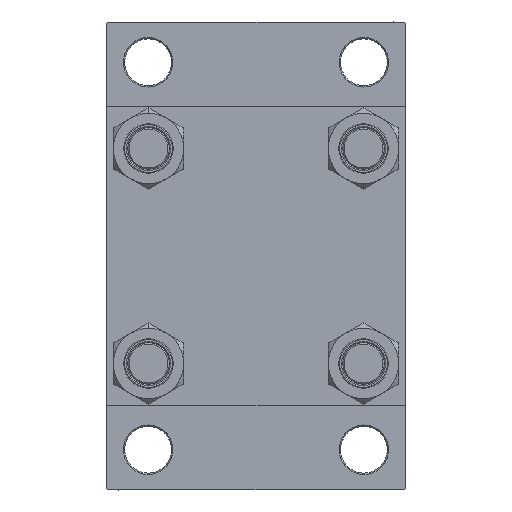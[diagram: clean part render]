
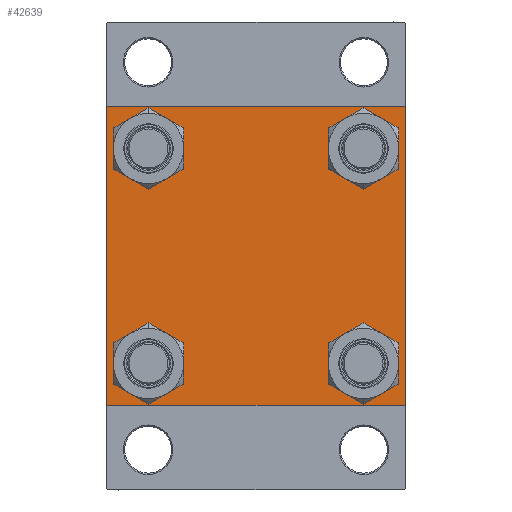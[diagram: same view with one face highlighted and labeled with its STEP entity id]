
A CAD part, left-side view. The second image highlights one B-rep face of the part: STEP entity #42639.
In plain terms, the highlighted planar face has unit normal (-1, 0, 0).
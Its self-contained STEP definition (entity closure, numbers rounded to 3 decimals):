
#56 = ORIENTED_EDGE ( 'NONE', *, *, #35229, .T. ) ;
#68 = CIRCLE ( 'NONE', #23128, 8.5 ) ;
#232 = EDGE_LOOP ( 'NONE', ( #37367, #6112 ) ) ;
#838 = LINE ( 'NONE', #41542, #5108 ) ;
#1050 = CARTESIAN_POINT ( 'NONE',  ( 0., 57.5, -57. ) ) ;
#1455 = LINE ( 'NONE', #27216, #24848 ) ;
#1900 = LINE ( 'NONE', #16560, #34013 ) ;
#2259 = CARTESIAN_POINT ( 'NONE',  ( 0., -41.35, 41.35 ) ) ;
#2927 = CARTESIAN_POINT ( 'NONE',  ( 0., -41.35, 41.35 ) ) ;
#3012 = DIRECTION ( 'NONE',  ( 1., 0., 0. ) ) ;
#3185 = DIRECTION ( 'NONE',  ( 0., 0., 1. ) ) ;
#3308 = PLANE ( 'NONE',  #23879 ) ;
#3856 = VERTEX_POINT ( 'NONE', #11802 ) ;
#3919 = CARTESIAN_POINT ( 'NONE',  ( 0., 57., 57.5 ) ) ;
#3964 = CARTESIAN_POINT ( 'NONE',  ( 0., 41.35, -41.35 ) ) ;
#4095 = AXIS2_PLACEMENT_3D ( 'NONE', #37841, #30378, #12516 ) ;
#4538 = VERTEX_POINT ( 'NONE', #23861 ) ;
#5108 = VECTOR ( 'NONE', #12131, 1000. ) ;
#5608 = EDGE_LOOP ( 'NONE', ( #33419, #9951 ) ) ;
#5650 = DIRECTION ( 'NONE',  ( 0., 0., 1. ) ) ;
#5958 = ORIENTED_EDGE ( 'NONE', *, *, #13947, .T. ) ;
#6089 = DIRECTION ( 'NONE',  ( 1., 0., 0. ) ) ;
#6112 = ORIENTED_EDGE ( 'NONE', *, *, #7753, .T. ) ;
#6326 = CARTESIAN_POINT ( 'NONE',  ( 0., 41.35, 41.35 ) ) ;
#6412 = EDGE_LOOP ( 'NONE', ( #31330, #29742 ) ) ;
#6752 = VERTEX_POINT ( 'NONE', #1050 ) ;
#6913 = CARTESIAN_POINT ( 'NONE',  ( 0., 0., 0. ) ) ;
#7157 = CARTESIAN_POINT ( 'NONE',  ( 0., 41.35, -49.85 ) ) ;
#7289 = VECTOR ( 'NONE', #36348, 1000. ) ;
#7513 = CIRCLE ( 'NONE', #27504, 8.5 ) ;
#7753 = EDGE_CURVE ( 'NONE', #12220, #46290, #68, .T. ) ;
#8266 = ORIENTED_EDGE ( 'NONE', *, *, #13673, .F. ) ;
#9011 = DIRECTION ( 'NONE',  ( 1., 0., 0. ) ) ;
#9139 = CARTESIAN_POINT ( 'NONE',  ( 0., 57.25, 57.25 ) ) ;
#9575 = FACE_BOUND ( 'NONE', #22567, .T. ) ;
#9951 = ORIENTED_EDGE ( 'NONE', *, *, #46770, .T. ) ;
#10101 = EDGE_CURVE ( 'NONE', #33431, #10313, #13467, .T. ) ;
#10119 = CIRCLE ( 'NONE', #11662, 8.5 ) ;
#10284 = AXIS2_PLACEMENT_3D ( 'NONE', #3964, #3012, #29013 ) ;
#10313 = VERTEX_POINT ( 'NONE', #32756 ) ;
#10420 = VERTEX_POINT ( 'NONE', #38241 ) ;
#11110 = DIRECTION ( 'NONE',  ( 0., 0., 1. ) ) ;
#11662 = AXIS2_PLACEMENT_3D ( 'NONE', #2259, #20533, #24157 ) ;
#11802 = CARTESIAN_POINT ( 'NONE',  ( 0., -57., 57.5 ) ) ;
#12131 = DIRECTION ( 'NONE',  ( 0., 0., -1. ) ) ;
#12152 = LINE ( 'NONE', #19608, #29146 ) ;
#12220 = VERTEX_POINT ( 'NONE', #19152 ) ;
#12453 = FACE_BOUND ( 'NONE', #5608, .T. ) ;
#12516 = DIRECTION ( 'NONE',  ( 0., 0., 1. ) ) ;
#12725 = LINE ( 'NONE', #25484, #7289 ) ;
#12743 = DIRECTION ( 'NONE',  ( 0., 0.707, -0.707 ) ) ;
#13386 = CARTESIAN_POINT ( 'NONE',  ( 0., -41.35, 32.85 ) ) ;
#13467 = LINE ( 'NONE', #9139, #46346 ) ;
#13673 = EDGE_CURVE ( 'NONE', #33431, #3856, #25056, .T. ) ;
#13947 = EDGE_CURVE ( 'NONE', #10420, #3856, #1900, .T. ) ;
#14018 = CIRCLE ( 'NONE', #24793, 8.5 ) ;
#14031 = ORIENTED_EDGE ( 'NONE', *, *, #23193, .F. ) ;
#14300 = VERTEX_POINT ( 'NONE', #13386 ) ;
#14350 = FACE_BOUND ( 'NONE', #232, .T. ) ;
#14700 = DIRECTION ( 'NONE',  ( 1., 0., 0. ) ) ;
#14712 = ORIENTED_EDGE ( 'NONE', *, *, #17672, .T. ) ;
#15954 = CARTESIAN_POINT ( 'NONE',  ( 0., -57.25, -57.25 ) ) ;
#16560 = CARTESIAN_POINT ( 'NONE',  ( 0., -57.25, 57.25 ) ) ;
#16622 = CIRCLE ( 'NONE', #17430, 8.5 ) ;
#16743 = EDGE_CURVE ( 'NONE', #46290, #12220, #45646, .T. ) ;
#16761 = EDGE_CURVE ( 'NONE', #44689, #18580, #1455, .T. ) ;
#17401 = DIRECTION ( 'NONE',  ( 1., 0., 0. ) ) ;
#17430 = AXIS2_PLACEMENT_3D ( 'NONE', #22411, #14700, #11110 ) ;
#17672 = EDGE_CURVE ( 'NONE', #42740, #23370, #18723, .T. ) ;
#17729 = DIRECTION ( 'NONE',  ( -1., 0., 0. ) ) ;
#18580 = VERTEX_POINT ( 'NONE', #44685 ) ;
#18723 = CIRCLE ( 'NONE', #10284, 8.5 ) ;
#19152 = CARTESIAN_POINT ( 'NONE',  ( 0., 41.35, 32.85 ) ) ;
#19608 = CARTESIAN_POINT ( 'NONE',  ( 0., 57.25, -57.25 ) ) ;
#19742 = EDGE_CURVE ( 'NONE', #10313, #6752, #12725, .T. ) ;
#19972 = DIRECTION ( 'NONE',  ( 0., -1., 0. ) ) ;
#20533 = DIRECTION ( 'NONE',  ( 1., 0., 0. ) ) ;
#20667 = VERTEX_POINT ( 'NONE', #23633 ) ;
#21028 = CARTESIAN_POINT ( 'NONE',  ( 0., -41.35, -41.35 ) ) ;
#21560 = ORIENTED_EDGE ( 'NONE', *, *, #19742, .T. ) ;
#21681 = DIRECTION ( 'NONE',  ( 0., -1., 0. ) ) ;
#22411 = CARTESIAN_POINT ( 'NONE',  ( 0., -41.35, -41.35 ) ) ;
#22567 = EDGE_LOOP ( 'NONE', ( #35517, #14712 ) ) ;
#22732 = AXIS2_PLACEMENT_3D ( 'NONE', #21028, #17401, #24888 ) ;
#23128 = AXIS2_PLACEMENT_3D ( 'NONE', #6326, #6089, #3185 ) ;
#23193 = EDGE_CURVE ( 'NONE', #10420, #36135, #838, .T. ) ;
#23370 = VERTEX_POINT ( 'NONE', #35509 ) ;
#23633 = CARTESIAN_POINT ( 'NONE',  ( 0., -41.35, 49.85 ) ) ;
#23861 = CARTESIAN_POINT ( 'NONE',  ( 0., -41.35, -49.85 ) ) ;
#23879 = AXIS2_PLACEMENT_3D ( 'NONE', #6913, #17729, #47412 ) ;
#24157 = DIRECTION ( 'NONE',  ( 0., 0., 1. ) ) ;
#24793 = AXIS2_PLACEMENT_3D ( 'NONE', #2927, #28219, #32326 ) ;
#24848 = VECTOR ( 'NONE', #19972, 1000. ) ;
#24888 = DIRECTION ( 'NONE',  ( 0., 0., 1. ) ) ;
#25056 = LINE ( 'NONE', #32308, #38610 ) ;
#25484 = CARTESIAN_POINT ( 'NONE',  ( 0., 57.5, 57.5 ) ) ;
#27216 = CARTESIAN_POINT ( 'NONE',  ( 0., 57.5, -57.5 ) ) ;
#27463 = VERTEX_POINT ( 'NONE', #27543 ) ;
#27504 = AXIS2_PLACEMENT_3D ( 'NONE', #30474, #9011, #5650 ) ;
#27543 = CARTESIAN_POINT ( 'NONE',  ( 0., -41.35, -32.85 ) ) ;
#27597 = EDGE_CURVE ( 'NONE', #27463, #4538, #37375, .T. ) ;
#28219 = DIRECTION ( 'NONE',  ( 1., 0., 0. ) ) ;
#29013 = DIRECTION ( 'NONE',  ( 0., 0., 1. ) ) ;
#29146 = VECTOR ( 'NONE', #41324, 1000. ) ;
#29670 = EDGE_CURVE ( 'NONE', #4538, #27463, #16622, .T. ) ;
#29742 = ORIENTED_EDGE ( 'NONE', *, *, #29670, .T. ) ;
#30378 = DIRECTION ( 'NONE',  ( 1., 0., 0. ) ) ;
#30474 = CARTESIAN_POINT ( 'NONE',  ( 0., 41.35, -41.35 ) ) ;
#31330 = ORIENTED_EDGE ( 'NONE', *, *, #27597, .T. ) ;
#31539 = DIRECTION ( 'NONE',  ( 0., 0.707, 0.707 ) ) ;
#31805 = ORIENTED_EDGE ( 'NONE', *, *, #10101, .T. ) ;
#32308 = CARTESIAN_POINT ( 'NONE',  ( 0., 57.5, 57.5 ) ) ;
#32326 = DIRECTION ( 'NONE',  ( 0., 0., 1. ) ) ;
#32398 = ORIENTED_EDGE ( 'NONE', *, *, #44799, .T. ) ;
#32399 = EDGE_CURVE ( 'NONE', #23370, #42740, #7513, .T. ) ;
#32453 = VECTOR ( 'NONE', #37684, 1000. ) ;
#32756 = CARTESIAN_POINT ( 'NONE',  ( 0., 57.5, 57. ) ) ;
#33419 = ORIENTED_EDGE ( 'NONE', *, *, #44919, .T. ) ;
#33431 = VERTEX_POINT ( 'NONE', #3919 ) ;
#34013 = VECTOR ( 'NONE', #31539, 1000. ) ;
#35229 = EDGE_CURVE ( 'NONE', #6752, #44689, #12152, .T. ) ;
#35509 = CARTESIAN_POINT ( 'NONE',  ( 0., 41.35, -32.85 ) ) ;
#35517 = ORIENTED_EDGE ( 'NONE', *, *, #32399, .T. ) ;
#36135 = VERTEX_POINT ( 'NONE', #43014 ) ;
#36248 = ORIENTED_EDGE ( 'NONE', *, *, #16761, .T. ) ;
#36307 = FACE_OUTER_BOUND ( 'NONE', #41310, .T. ) ;
#36348 = DIRECTION ( 'NONE',  ( 0., 0., -1. ) ) ;
#37367 = ORIENTED_EDGE ( 'NONE', *, *, #16743, .T. ) ;
#37375 = CIRCLE ( 'NONE', #22732, 8.5 ) ;
#37684 = DIRECTION ( 'NONE',  ( 0., -0.707, 0.707 ) ) ;
#37841 = CARTESIAN_POINT ( 'NONE',  ( 0., 41.35, 41.35 ) ) ;
#38241 = CARTESIAN_POINT ( 'NONE',  ( 0., -57.5, 57. ) ) ;
#38610 = VECTOR ( 'NONE', #21681, 1000. ) ;
#40439 = CARTESIAN_POINT ( 'NONE',  ( 0., 41.35, 49.85 ) ) ;
#41310 = EDGE_LOOP ( 'NONE', ( #21560, #56, #36248, #32398, #14031, #5958, #8266, #31805 ) ) ;
#41324 = DIRECTION ( 'NONE',  ( 0., -0.707, -0.707 ) ) ;
#41542 = CARTESIAN_POINT ( 'NONE',  ( 0., -57.5, 57.5 ) ) ;
#41877 = FACE_BOUND ( 'NONE', #6412, .T. ) ;
#42639 = ADVANCED_FACE ( 'NONE', ( #12453, #41877, #9575, #14350, #36307 ), #3308, .T. ) ;
#42740 = VERTEX_POINT ( 'NONE', #7157 ) ;
#43014 = CARTESIAN_POINT ( 'NONE',  ( 0., -57.5, -57. ) ) ;
#44685 = CARTESIAN_POINT ( 'NONE',  ( 0., -57., -57.5 ) ) ;
#44689 = VERTEX_POINT ( 'NONE', #47610 ) ;
#44799 = EDGE_CURVE ( 'NONE', #18580, #36135, #45162, .T. ) ;
#44919 = EDGE_CURVE ( 'NONE', #20667, #14300, #10119, .T. ) ;
#45162 = LINE ( 'NONE', #15954, #32453 ) ;
#45646 = CIRCLE ( 'NONE', #4095, 8.5 ) ;
#46290 = VERTEX_POINT ( 'NONE', #40439 ) ;
#46346 = VECTOR ( 'NONE', #12743, 1000. ) ;
#46770 = EDGE_CURVE ( 'NONE', #14300, #20667, #14018, .T. ) ;
#47412 = DIRECTION ( 'NONE',  ( 0., 0., 1. ) ) ;
#47610 = CARTESIAN_POINT ( 'NONE',  ( 0., 57., -57.5 ) ) ;
